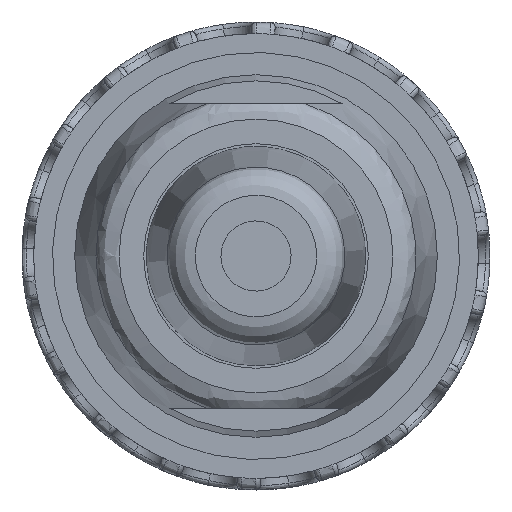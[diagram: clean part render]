
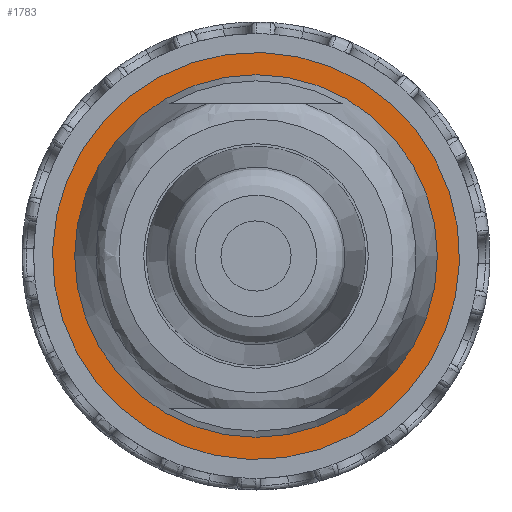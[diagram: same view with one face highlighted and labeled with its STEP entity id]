
A CAD part, front view. The second image highlights one B-rep face of the part: STEP entity #1783.
In plain terms, the highlighted planar face has unit normal (0, -1, 0).
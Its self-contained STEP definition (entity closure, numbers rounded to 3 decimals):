
#764=PLANE('',#6104);
#1783=ADVANCED_FACE('4-0-161',(#2233,#2234),#764,.T.);
#2233=FACE_BOUND('',#2413,.T.);
#2234=FACE_BOUND('',#2414,.T.);
#2413=EDGE_LOOP('',(#2900));
#2414=EDGE_LOOP('',(#2901));
#2900=ORIENTED_EDGE('',*,*,#5015,.F.);
#2901=ORIENTED_EDGE('',*,*,#5013,.T.);
#4470=VERTEX_POINT('',#8146);
#4472=VERTEX_POINT('',#8151);
#5013=EDGE_CURVE('',#4470,#4470,#5792,.T.);
#5015=EDGE_CURVE('',#4472,#4472,#5794,.T.);
#5792=CIRCLE('',#6100,8.7);
#5794=CIRCLE('',#6103,7.75);
#6100=AXIS2_PLACEMENT_3D('',#8145,#6643,#6644);
#6103=AXIS2_PLACEMENT_3D('',#8150,#6649,#6650);
#6104=AXIS2_PLACEMENT_3D('',#8152,#6651,#6652);
#6643=DIRECTION('',(0.,-1.,0.));
#6644=DIRECTION('',(0.312,0.,-0.95));
#6649=DIRECTION('',(0.,-1.,0.));
#6650=DIRECTION('',(0.,0.,-1.));
#6651=DIRECTION('',(0.,-1.,0.));
#6652=DIRECTION('',(-0.312,0.,0.95));
#8145=CARTESIAN_POINT('',(21.985,-36.765,0.));
#8146=CARTESIAN_POINT('',(24.696,-36.765,-8.267));
#8150=CARTESIAN_POINT('',(21.985,-36.765,0.));
#8151=CARTESIAN_POINT('',(21.985,-36.765,-7.75));
#8152=CARTESIAN_POINT('',(34.06,-36.765,-6.111));
